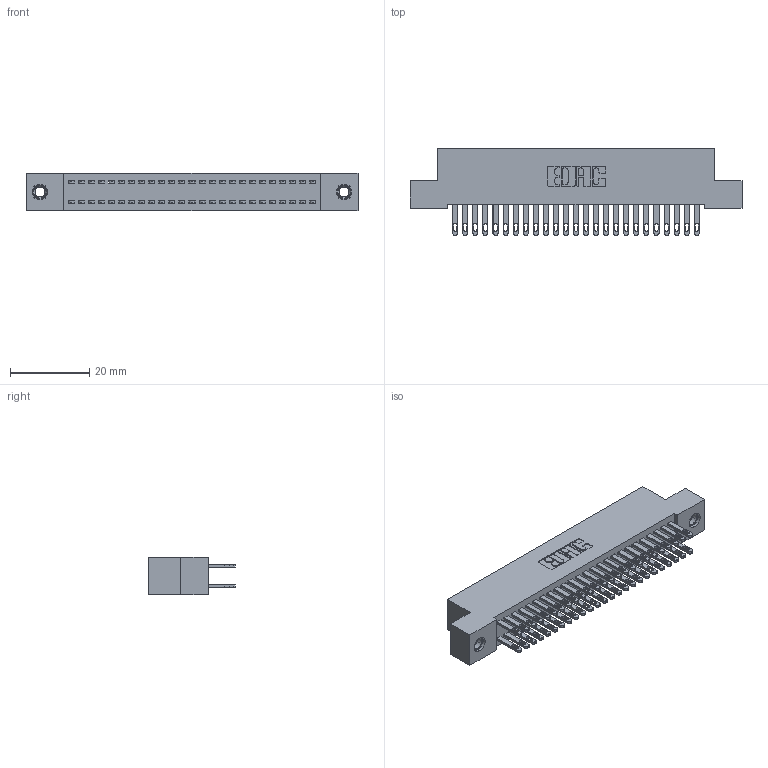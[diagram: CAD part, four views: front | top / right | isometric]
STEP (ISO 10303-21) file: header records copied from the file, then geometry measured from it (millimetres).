
FILE_DESCRIPTION (( 'STEP AP203' ), '1' );
FILE_NAME ('342-050-500-207.STEP', '2019-10-02T23:11:25', ( '' ), ( '' ), 'SwSTEP 2.0', 'SolidWorks 2016', '' );
FILE_SCHEMA (( 'CONFIG_CONTROL_DESIGN' ));
Length unit declared in the file: inch
Products named in the file (4): 342 Part_TI; 345-292-001_345-293-100; 345-250-001_345-250-005-103; 342-050-500-207
Assembly tree (53 placements, depth 2):
  342-050-500-207
    342 Part_TI
    345-292-001_345-293-100  x50
    345-250-001_345-250-005-103  x2
Bounding box: 83.82 x 21.85 x 9.4 mm (x, y, z)
Volume: 7590.9 mm3; surface area: 12441.6 mm2
Topology: 53 solids, 53 shells, 2570 faces, 7785 edges, 5182 vertices
Faces by surface type: plane 1598, cylinder 956, cone 12, torus 4
Entity records: 19266 total; most frequent: CARTESIAN_POINT 3193, ORIENTED_EDGE 3122, DIRECTION 2791, EDGE_CURVE 1561, LINE 1409, VECTOR 1409, VERTEX_POINT 1036, AXIS2_PLACEMENT_3D 691
